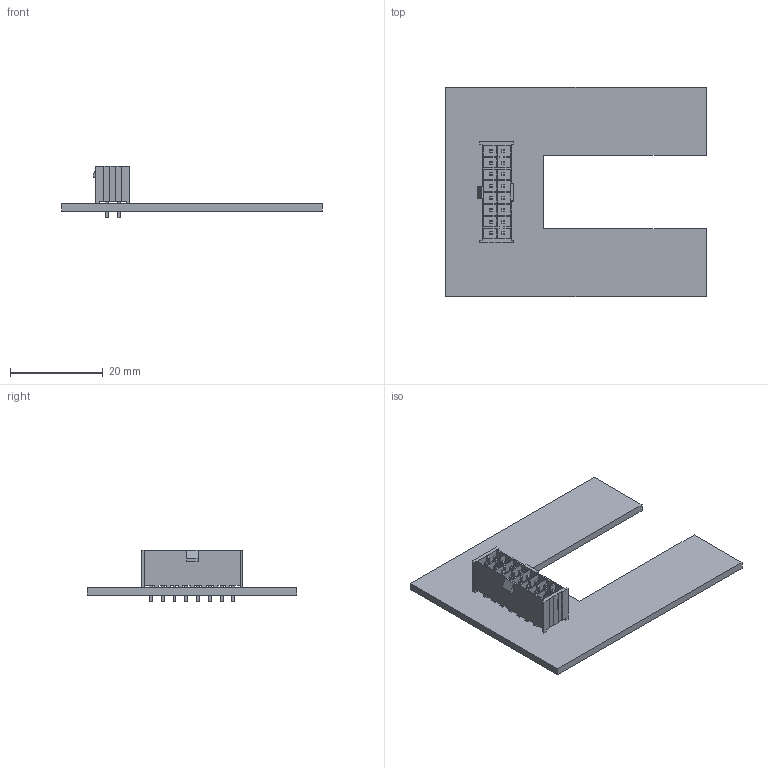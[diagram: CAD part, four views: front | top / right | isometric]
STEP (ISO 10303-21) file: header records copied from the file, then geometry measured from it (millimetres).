
FILE_DESCRIPTION(('Open CASCADE Model'),'2;1');
FILE_NAME('Open CASCADE Shape Model','2023-12-01T20:12:38',('Author'),( 'Open CASCADE'),'Open CASCADE STEP processor 7.5','Open CASCADE 7.5' ,'Unknown');
FILE_SCHEMA(('AUTOMOTIVE_DESIGN { 1 0 10303 214 1 1 1 1 }'));
Length unit declared in the file: millimetre
Products named in the file (7): PCB; Board; Open CASCADE STEP translator 7.5 1.1.1; J3; IPL1-108-01-L-D-K; T-1S64-01-08-D; IPL1-108-01-D-K_HDR
Assembly tree (6 placements, depth 4):
  PCB
    Board
      Open CASCADE STEP translator 7.5 1.1.1
    J3
      IPL1-108-01-L-D-K
        T-1S64-01-08-D
        IPL1-108-01-D-K_HDR
Bounding box: 56.13 x 45.09 x 11.18 mm (x, y, z)
Volume: 3683.5 mm3; surface area: 6594.7 mm2
Topology: 3 solids, 3 shells, 422 faces, 1230 edges, 820 vertices
Faces by surface type: plane 422
Entity records: 13797 total; most frequent: CARTESIAN_POINT 2479, ORIENTED_EDGE 2460, DIRECTION 2088, EDGE_CURVE 1230, LINE 1230, VECTOR 1230, VERTEX_POINT 820, AXIS2_PLACEMENT_3D 429
